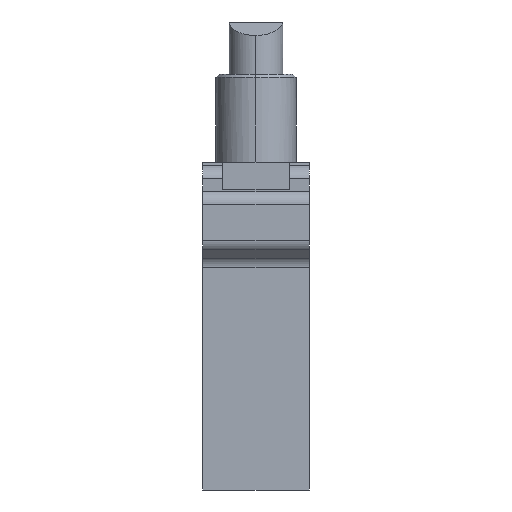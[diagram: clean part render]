
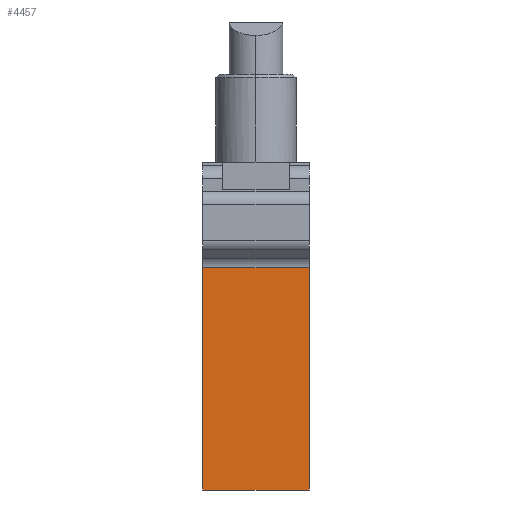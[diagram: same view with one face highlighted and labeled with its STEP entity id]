
A CAD part, left-side view. The second image highlights one B-rep face of the part: STEP entity #4457.
In plain terms, the highlighted planar face has unit normal (-1, 0, 0).
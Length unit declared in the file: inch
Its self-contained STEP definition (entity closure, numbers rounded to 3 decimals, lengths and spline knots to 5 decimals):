
#82 = ORIENTED_EDGE ( 'NONE', *, *, #3289, .T. ) ;
#122 = DIRECTION ( 'NONE',  ( 0., 0., 1. ) ) ;
#130 = LINE ( 'NONE', #2720, #2293 ) ;
#273 = DIRECTION ( 'NONE',  ( 0., 1., 0. ) ) ;
#375 = VERTEX_POINT ( 'NONE', #2683 ) ;
#406 = VECTOR ( 'NONE', #3393, 39.37008 ) ;
#445 = PLANE ( 'NONE',  #2629 ) ;
#641 = EDGE_LOOP ( 'NONE', ( #2074, #3174, #2423, #82 ) ) ;
#1008 = VERTEX_POINT ( 'NONE', #1932 ) ;
#1523 = CARTESIAN_POINT ( 'NONE',  ( -0.59055, 0., -1.5748 ) ) ;
#1541 = VECTOR ( 'NONE', #273, 39.37008 ) ;
#1624 = DIRECTION ( 'NONE',  ( -1., 0., 0. ) ) ;
#1759 = CARTESIAN_POINT ( 'NONE',  ( -0.59055, 0., -1.5748 ) ) ;
#1892 = LINE ( 'NONE', #2548, #1541 ) ;
#1932 = CARTESIAN_POINT ( 'NONE',  ( -0.59055, 0., -1.5748 ) ) ;
#1970 = EDGE_CURVE ( 'NONE', #3466, #375, #130, .T. ) ;
#2013 = CARTESIAN_POINT ( 'NONE',  ( -0.59055, -0.62992, -1.5748 ) ) ;
#2074 = ORIENTED_EDGE ( 'NONE', *, *, #2091, .T. ) ;
#2091 = EDGE_CURVE ( 'NONE', #1008, #3466, #3532, .T. ) ;
#2166 = FACE_OUTER_BOUND ( 'NONE', #641, .T. ) ;
#2192 = EDGE_CURVE ( 'NONE', #375, #2306, #1892, .T. ) ;
#2293 = VECTOR ( 'NONE', #122, 39.37008 ) ;
#2306 = VERTEX_POINT ( 'NONE', #4205 ) ;
#2423 = ORIENTED_EDGE ( 'NONE', *, *, #2192, .T. ) ;
#2548 = CARTESIAN_POINT ( 'NONE',  ( -0.59055, 0., -0.26687 ) ) ;
#2629 = AXIS2_PLACEMENT_3D ( 'NONE', #3529, #1624, #4326 ) ;
#2683 = CARTESIAN_POINT ( 'NONE',  ( -0.59055, -0.62992, -0.26687 ) ) ;
#2720 = CARTESIAN_POINT ( 'NONE',  ( -0.59055, -0.62992, -0.61024 ) ) ;
#3174 = ORIENTED_EDGE ( 'NONE', *, *, #1970, .T. ) ;
#3289 = EDGE_CURVE ( 'NONE', #2306, #1008, #4181, .T. ) ;
#3393 = DIRECTION ( 'NONE',  ( 0., 0., -1. ) ) ;
#3466 = VERTEX_POINT ( 'NONE', #2013 ) ;
#3529 = CARTESIAN_POINT ( 'NONE',  ( -0.59055, 0., -1.5748 ) ) ;
#3532 = LINE ( 'NONE', #1759, #4207 ) ;
#4181 = LINE ( 'NONE', #1523, #406 ) ;
#4205 = CARTESIAN_POINT ( 'NONE',  ( -0.59055, 0., -0.26687 ) ) ;
#4207 = VECTOR ( 'NONE', #4378, 39.37008 ) ;
#4326 = DIRECTION ( 'NONE',  ( 0., 0., 1. ) ) ;
#4378 = DIRECTION ( 'NONE',  ( 0., -1., 0. ) ) ;
#4457 = ADVANCED_FACE ( 'NONE', ( #2166 ), #445, .T. ) ;
